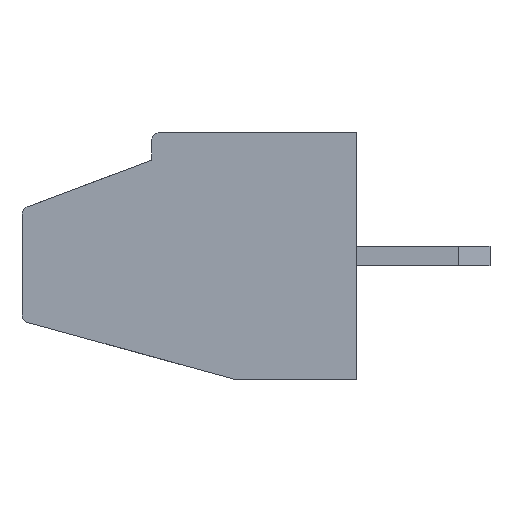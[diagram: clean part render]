
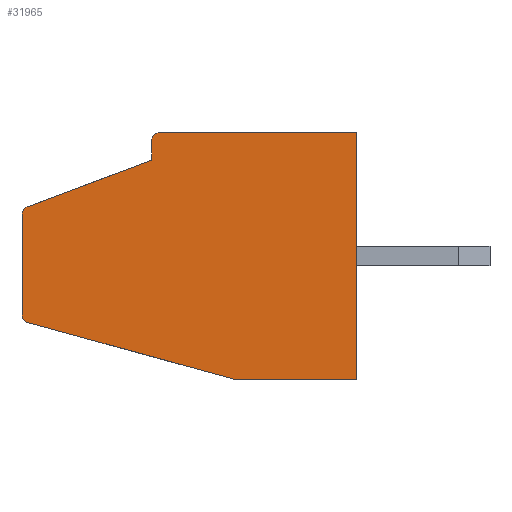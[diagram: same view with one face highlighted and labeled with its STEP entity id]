
A CAD part, left-side view. The second image highlights one B-rep face of the part: STEP entity #31965.
In plain terms, the highlighted planar face has unit normal (-1, 0, 0).
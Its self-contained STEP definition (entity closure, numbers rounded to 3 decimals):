
#288 = AXIS2_PLACEMENT_3D ( 'NONE', #34558, #8558, #28437 ) ;
#607 = CARTESIAN_POINT ( 'NONE',  ( -1.495, 0., 3.135 ) ) ;
#1358 = VECTOR ( 'NONE', #24553, 1000. ) ;
#1430 = DIRECTION ( 'NONE',  ( 0., -1., 0. ) ) ;
#2148 = CARTESIAN_POINT ( 'NONE',  ( -1.495, 5.2, 2.935 ) ) ;
#2830 = EDGE_CURVE ( 'NONE', #34635, #8147, #31280, .T. ) ;
#3509 = VERTEX_POINT ( 'NONE', #36993 ) ;
#4132 = LINE ( 'NONE', #9856, #34484 ) ;
#4872 = VERTEX_POINT ( 'NONE', #25610 ) ;
#5014 = CARTESIAN_POINT ( 'NONE',  ( -1.495, 8.353, -1.69 ) ) ;
#5398 = VECTOR ( 'NONE', #12200, 1000. ) ;
#5529 = VECTOR ( 'NONE', #34024, 1000. ) ;
#5552 = VERTEX_POINT ( 'NONE', #26879 ) ;
#6801 = VERTEX_POINT ( 'NONE', #5014 ) ;
#6896 = CARTESIAN_POINT ( 'NONE',  ( -1.495, 8.5, -1.498 ) ) ;
#6995 = EDGE_CURVE ( 'NONE', #22245, #6801, #7192, .T. ) ;
#6997 = VERTEX_POINT ( 'NONE', #20828 ) ;
#7192 = CIRCLE ( 'NONE', #33387, 0.2 ) ;
#7229 = CARTESIAN_POINT ( 'NONE',  ( -1.495, 5., 2.935 ) ) ;
#7611 = DIRECTION ( 'NONE',  ( -1., 0., 0. ) ) ;
#8065 = VERTEX_POINT ( 'NONE', #17240 ) ;
#8147 = VERTEX_POINT ( 'NONE', #12262 ) ;
#8558 = DIRECTION ( 'NONE',  ( 1., 0., 0. ) ) ;
#9856 = CARTESIAN_POINT ( 'NONE',  ( -1.495, 8.5, -1.65 ) ) ;
#10881 = CARTESIAN_POINT ( 'NONE',  ( -1.495, 8.5, 3.135 ) ) ;
#11687 = ORIENTED_EDGE ( 'NONE', *, *, #16833, .T. ) ;
#11852 = DIRECTION ( 'NONE',  ( 0., 0., -1. ) ) ;
#12200 = DIRECTION ( 'NONE',  ( 0., 0., 1. ) ) ;
#12262 = CARTESIAN_POINT ( 'NONE',  ( -1.495, 8.5, 1.061 ) ) ;
#13525 = DIRECTION ( 'NONE',  ( 0., 0., 1. ) ) ;
#13685 = EDGE_CURVE ( 'NONE', #3509, #15972, #29353, .T. ) ;
#14736 = AXIS2_PLACEMENT_3D ( 'NONE', #7229, #7611, #27449 ) ;
#15454 = CARTESIAN_POINT ( 'NONE',  ( -1.495, 8.3, 1.061 ) ) ;
#15569 = DIRECTION ( 'NONE',  ( 0., 0.964, 0.265 ) ) ;
#15679 = ORIENTED_EDGE ( 'NONE', *, *, #24874, .F. ) ;
#15758 = CARTESIAN_POINT ( 'NONE',  ( -1.495, 8.5, -3.135 ) ) ;
#15878 = LINE ( 'NONE', #27367, #20575 ) ;
#15972 = VERTEX_POINT ( 'NONE', #2148 ) ;
#15979 = VECTOR ( 'NONE', #22036, 1000. ) ;
#16272 = LINE ( 'NONE', #27569, #15979 ) ;
#16833 = EDGE_CURVE ( 'NONE', #6997, #4872, #35892, .T. ) ;
#17240 = CARTESIAN_POINT ( 'NONE',  ( -1.495, 5.2, 2.435 ) ) ;
#18165 = CARTESIAN_POINT ( 'NONE',  ( -1.495, 8.37, 1.249 ) ) ;
#20575 = VECTOR ( 'NONE', #1430, 1000. ) ;
#20828 = CARTESIAN_POINT ( 'NONE',  ( -1.495, 0., -3.135 ) ) ;
#21348 = ORIENTED_EDGE ( 'NONE', *, *, #30591, .T. ) ;
#21898 = LINE ( 'NONE', #15758, #1358 ) ;
#22036 = DIRECTION ( 'NONE',  ( 0., -0.937, 0.351 ) ) ;
#22245 = VERTEX_POINT ( 'NONE', #6896 ) ;
#22903 = FACE_OUTER_BOUND ( 'NONE', #27668, .T. ) ;
#22971 = EDGE_CURVE ( 'NONE', #34635, #8065, #16272, .T. ) ;
#24553 = DIRECTION ( 'NONE',  ( 0., -1., 0. ) ) ;
#24610 = ORIENTED_EDGE ( 'NONE', *, *, #27982, .F. ) ;
#24874 = EDGE_CURVE ( 'NONE', #5552, #6801, #4132, .T. ) ;
#25187 = PLANE ( 'NONE',  #288 ) ;
#25610 = CARTESIAN_POINT ( 'NONE',  ( -1.495, 0., 3.135 ) ) ;
#25627 = LINE ( 'NONE', #37676, #5529 ) ;
#26726 = ORIENTED_EDGE ( 'NONE', *, *, #36632, .F. ) ;
#26879 = CARTESIAN_POINT ( 'NONE',  ( -1.495, 3.1, -3.135 ) ) ;
#26937 = DIRECTION ( 'NONE',  ( 0., 0., -1. ) ) ;
#27367 = CARTESIAN_POINT ( 'NONE',  ( -1.495, 8.5, 3.135 ) ) ;
#27449 = DIRECTION ( 'NONE',  ( 0., 0., -1. ) ) ;
#27569 = CARTESIAN_POINT ( 'NONE',  ( -1.495, 8.5, 1.2 ) ) ;
#27668 = EDGE_LOOP ( 'NONE', ( #26726, #35637, #24610, #31274, #28330, #34887, #29084, #15679, #21348, #11687 ) ) ;
#27982 = EDGE_CURVE ( 'NONE', #8065, #15972, #25627, .T. ) ;
#28102 = EDGE_CURVE ( 'NONE', #22245, #8147, #37087, .T. ) ;
#28330 = ORIENTED_EDGE ( 'NONE', *, *, #2830, .T. ) ;
#28437 = DIRECTION ( 'NONE',  ( 0., 0., -1. ) ) ;
#28865 = AXIS2_PLACEMENT_3D ( 'NONE', #15454, #35921, #11852 ) ;
#29084 = ORIENTED_EDGE ( 'NONE', *, *, #6995, .T. ) ;
#29353 = CIRCLE ( 'NONE', #14736, 0.2 ) ;
#29441 = CARTESIAN_POINT ( 'NONE',  ( -1.495, 8.3, -1.498 ) ) ;
#30591 = EDGE_CURVE ( 'NONE', #5552, #6997, #21898, .T. ) ;
#31274 = ORIENTED_EDGE ( 'NONE', *, *, #22971, .F. ) ;
#31280 = CIRCLE ( 'NONE', #28865, 0.2 ) ;
#31965 = ADVANCED_FACE ( 'NONE', ( #22903 ), #25187, .F. ) ;
#33010 = DIRECTION ( 'NONE',  ( -1., 0., 0. ) ) ;
#33387 = AXIS2_PLACEMENT_3D ( 'NONE', #29441, #33010, #26937 ) ;
#34024 = DIRECTION ( 'NONE',  ( 0., 0., 1. ) ) ;
#34484 = VECTOR ( 'NONE', #15569, 1000. ) ;
#34558 = CARTESIAN_POINT ( 'NONE',  ( -1.495, 8.5, 3.135 ) ) ;
#34635 = VERTEX_POINT ( 'NONE', #18165 ) ;
#34832 = VECTOR ( 'NONE', #13525, 1000. ) ;
#34887 = ORIENTED_EDGE ( 'NONE', *, *, #28102, .F. ) ;
#35637 = ORIENTED_EDGE ( 'NONE', *, *, #13685, .T. ) ;
#35892 = LINE ( 'NONE', #607, #5398 ) ;
#35921 = DIRECTION ( 'NONE',  ( -1., 0., 0. ) ) ;
#36632 = EDGE_CURVE ( 'NONE', #3509, #4872, #15878, .T. ) ;
#36993 = CARTESIAN_POINT ( 'NONE',  ( -1.495, 5., 3.135 ) ) ;
#37087 = LINE ( 'NONE', #10881, #34832 ) ;
#37676 = CARTESIAN_POINT ( 'NONE',  ( -1.495, 5.2, 2.435 ) ) ;
